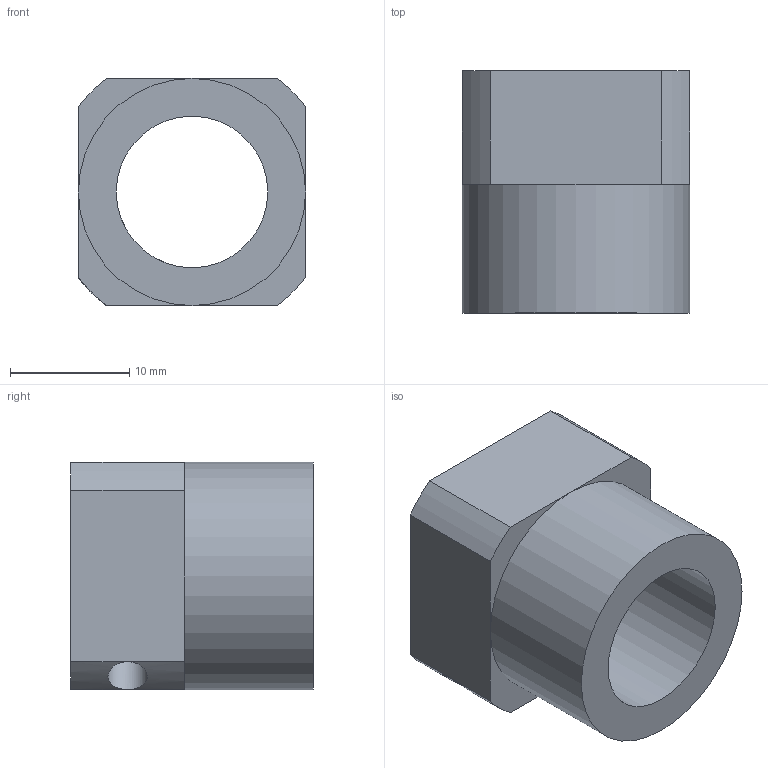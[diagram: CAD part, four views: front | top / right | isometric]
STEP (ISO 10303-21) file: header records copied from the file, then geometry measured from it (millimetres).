
FILE_DESCRIPTION(/* description */ (''),/* implementation_level */ '2;1');
FILE_NAME(/* name */ 'TH81-RS81.ipt.step',/* time_stamp */ '2017-01-04T15:02:48-08:00',/* author */ ('Autodesk Inc.'),/* organization */ ('Autodesk Inc.'),/* preprocessor_version */ 'ST-DEVELOPER v16.5',/* originating_system */ 'Autodesk Inventor 2017',/* authorisation */ '');
FILE_SCHEMA (('AUTOMOTIVE_DESIGN { 1 0 10303 214 3 1 1 }'));
Length unit declared in the file: inch
Products named in the file (1): TH81-RS81
Bounding box: 19.05 x 20.32 x 19.05 mm (x, y, z)
Volume: 3816.2 mm3; surface area: 2624.2 mm2
Topology: 1 solids, 1 shells, 17 faces, 41 edges, 26 vertices
Faces by surface type: plane 10, cylinder 7
Full cylindrical faces by diameter (mm): 3.302 x1, 12.7 x1, 19.05 x1
Entity records: 576 total; most frequent: CARTESIAN_POINT 146, DIRECTION 86, ORIENTED_EDGE 74, EDGE_CURVE 37, AXIS2_PLACEMENT_3D 33, VERTEX_POINT 25, EDGE_LOOP 24, LINE 20
